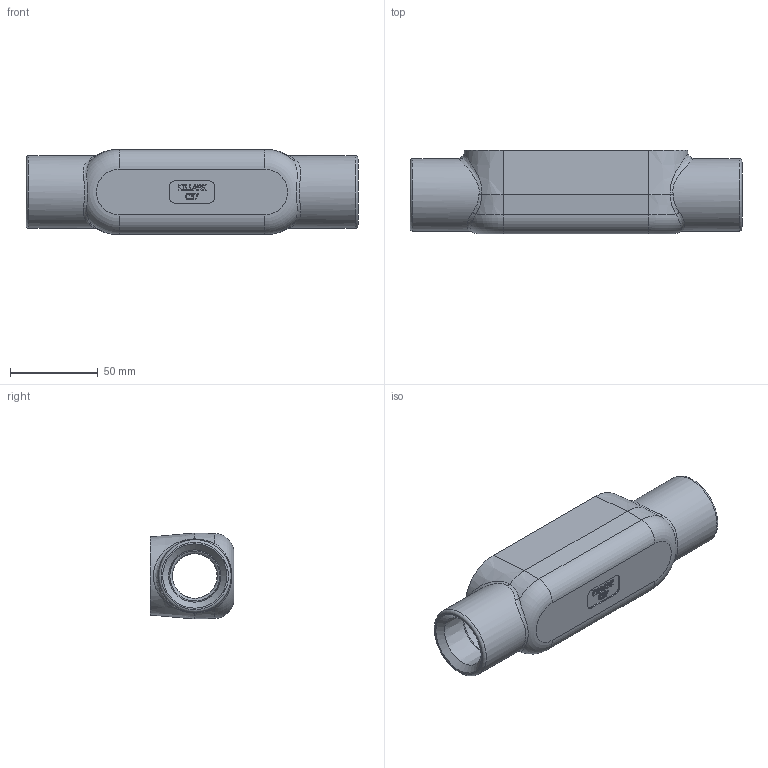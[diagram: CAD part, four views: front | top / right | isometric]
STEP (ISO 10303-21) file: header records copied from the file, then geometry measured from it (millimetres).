
FILE_DESCRIPTION(/* description */ (''),/* implementation_level */ '2;1');
FILE_NAME(/* name */ 'KIL_C37.stp',/* time_stamp */ '2019-02-15T09:34:29+05:00',/* author */ ('avenkatesan'),/* organization */ (''),/* preprocessor_version */ 'ST-DEVELOPER v17',/* originating_system */ 'Autodesk Inventor 2018',/* authorisation */ '');
FILE_SCHEMA (('AUTOMOTIVE_DESIGN { 1 0 10303 214 3 1 1 }'));
Length unit declared in the file: inch
Products named in the file (1): 17667-2
Bounding box: 188.76 x 47.62 x 48.9 mm (x, y, z)
Volume: 114914 mm3; surface area: 50655.9 mm2
Topology: 1 solids, 1 shells, 818 faces, 2239 edges, 1488 vertices
Faces by surface type: plane 518, bspline 222, cylinder 36, cone 26, torus 16
Full cylindrical faces by diameter (mm): 1.772 x1, 2.115 x1, 15.526 x1, 19.05 x1, 33.553 x2, 41.275 x2
Entity records: 28633 total; most frequent: CARTESIAN_POINT 8470, ORIENTED_EDGE 4478, DIRECTION 3099, EDGE_CURVE 2239, LINE 1589, VECTOR 1589, VERTEX_POINT 1488, EDGE_LOOP 887
